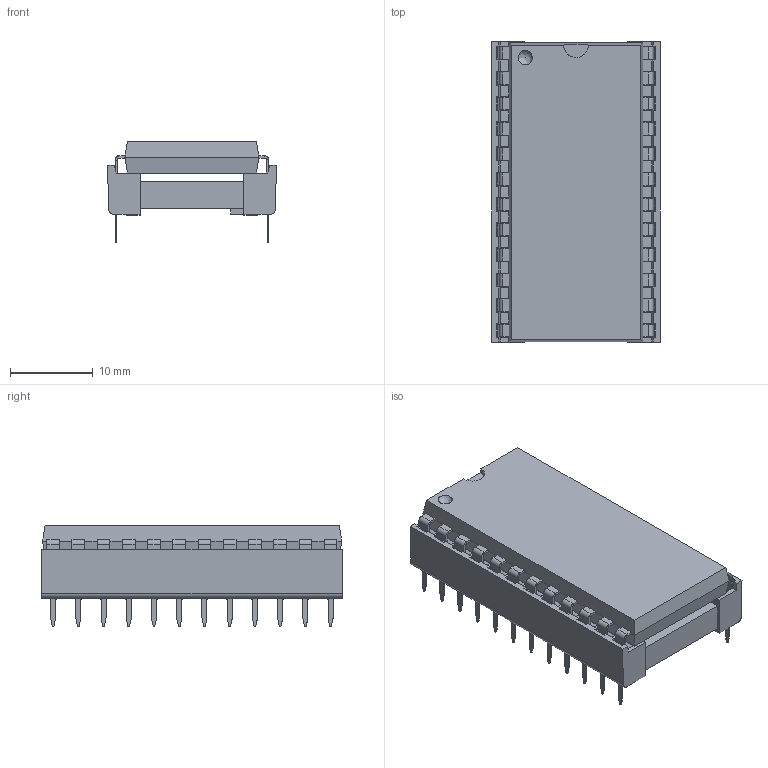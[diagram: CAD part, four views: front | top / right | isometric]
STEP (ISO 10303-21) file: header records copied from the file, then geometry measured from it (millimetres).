
FILE_DESCRIPTION(('FreeCAD Model'),'2;1');
FILE_NAME('Open CASCADE Shape Model','2025-05-05T06:00:03',('FreeCAD'),( 'FreeCAD'),'Open CASCADE STEP processor 7.6','FreeCAD','Unknown');
FILE_SCHEMA(('AUTOMOTIVE_DESIGN { 1 0 10303 214 1 1 1 1 }'));
Products named in the file (1): Open CASCADE STEP translator 7.6 1
Bounding box: 20.45 x 36.43 x 12.3 mm (x, y, z)
Volume: 3634.2 mm3; surface area: 5731.8 mm2
Topology: 2 solids, 2 shells, 3253 faces, 7867 edges, 4620 vertices
Faces by surface type: bspline 3253
Entity records: 233452 total; most frequent: CARTESIAN_POINT 185944, ORIENTED_EDGE 15732, EDGE_CURVE 7866, B_SPLINE_CURVE_WITH_KNOTS 6894, VERTEX_POINT 4620, FACE_BOUND 3310, EDGE_LOOP 3310, ADVANCED_FACE 3253
